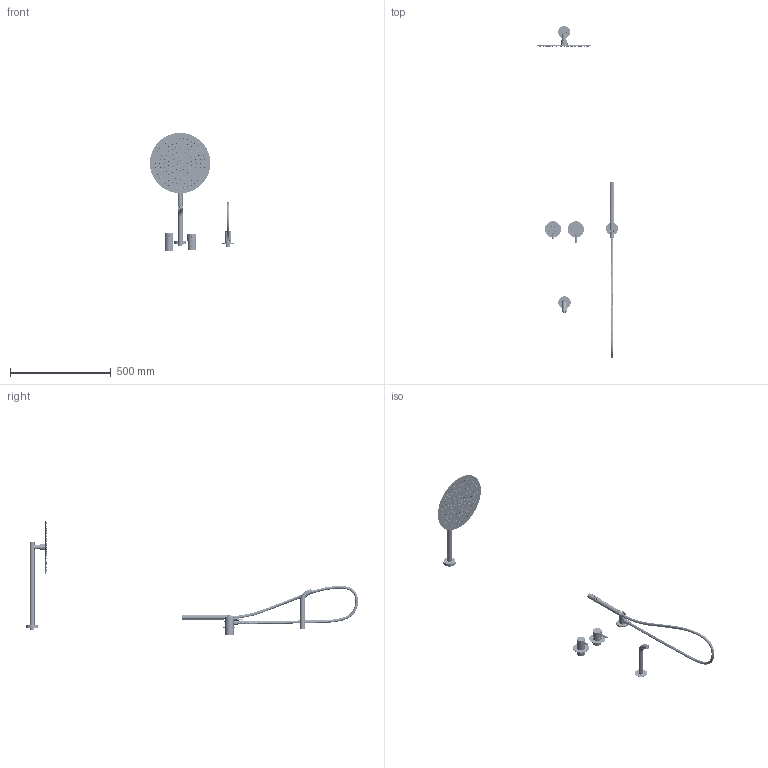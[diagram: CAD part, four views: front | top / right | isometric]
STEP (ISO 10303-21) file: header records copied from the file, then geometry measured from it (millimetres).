
FILE_DESCRIPTION (( 'STEP AP203' ), '1' );
FILE_NAME ('36C312978.STEP', '2025-11-25T05:55:38', ( '' ), ( '' ), 'SwSTEP 2.0', 'SolidWorks 2021', '' );
FILE_SCHEMA (( 'CONFIG_CONTROL_DESIGN' ));
Products named in the file (1): 36C312978
Bounding box: 417.8 x 1648.17 x 586.88 mm (x, y, z)
Surface area: 728527.3 mm2 (no closed solid volume)
Topology: 0 solids, 30 shells, 5590 faces, 14271 edges, 9379 vertices
Faces by surface type: bspline 1640, plane 1496, cylinder 1475, cone 880, torus 70, sphere 29
Entity records: 228532 total; most frequent: CARTESIAN_POINT 96652, ORIENTED_EDGE 28474, DIRECTION 26763, EDGE_CURVE 14239, AXIS2_PLACEMENT_3D 11291, VERTEX_POINT 9379, CIRCLE 7340, EDGE_LOOP 7018
